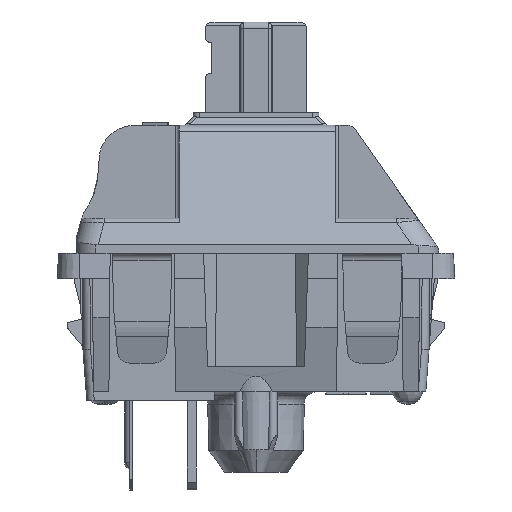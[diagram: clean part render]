
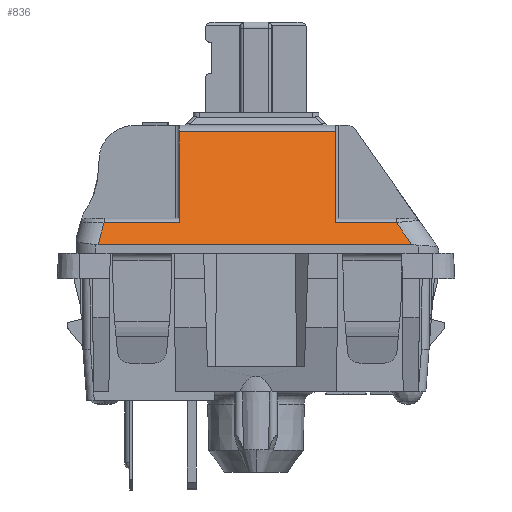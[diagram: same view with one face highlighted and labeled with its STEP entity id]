
A CAD part, left-side view. The second image highlights one B-rep face of the part: STEP entity #836.
In plain terms, the highlighted planar face has unit normal (-0.927, 0, 0.375).
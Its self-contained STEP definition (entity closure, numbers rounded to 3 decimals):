
#836=ADVANCED_FACE('',(#2067),#1573,.F.);
#1573=PLANE('',#14560);
#2067=FACE_OUTER_BOUND('',#2802,.T.);
#2802=EDGE_LOOP('',(#4044,#4045,#4046,#4047,#4048,#4049,#4050,#4051));
#4044=ORIENTED_EDGE('',*,*,#9594,.T.);
#4045=ORIENTED_EDGE('',*,*,#9597,.T.);
#4046=ORIENTED_EDGE('',*,*,#9598,.T.);
#4047=ORIENTED_EDGE('',*,*,#9599,.F.);
#4048=ORIENTED_EDGE('',*,*,#9600,.T.);
#4049=ORIENTED_EDGE('',*,*,#9601,.T.);
#4050=ORIENTED_EDGE('',*,*,#9602,.T.);
#4051=ORIENTED_EDGE('',*,*,#9603,.F.);
#8206=VERTEX_POINT('',#20009);
#8207=VERTEX_POINT('',#20011);
#8208=VERTEX_POINT('',#20019);
#8209=VERTEX_POINT('',#20021);
#8210=VERTEX_POINT('',#20023);
#8211=VERTEX_POINT('',#20025);
#8212=VERTEX_POINT('',#20027);
#8213=VERTEX_POINT('',#20029);
#9594=EDGE_CURVE('',#8207,#8206,#11627,.T.);
#9597=EDGE_CURVE('',#8206,#8208,#11628,.T.);
#9598=EDGE_CURVE('',#8208,#8209,#11629,.T.);
#9599=EDGE_CURVE('',#8210,#8209,#11630,.T.);
#9600=EDGE_CURVE('',#8210,#8211,#11631,.T.);
#9601=EDGE_CURVE('',#8211,#8212,#11632,.T.);
#9602=EDGE_CURVE('',#8212,#8213,#11633,.T.);
#9603=EDGE_CURVE('',#8207,#8213,#11634,.T.);
#11627=LINE('',#20010,#13143);
#11628=LINE('',#20018,#13144);
#11629=LINE('',#20020,#13145);
#11630=LINE('',#20022,#13146);
#11631=LINE('',#20024,#13147);
#11632=LINE('',#20026,#13148);
#11633=LINE('',#20028,#13149);
#11634=LINE('',#20030,#13150);
#13143=VECTOR('',#15852,1.);
#13144=VECTOR('',#15857,1.);
#13145=VECTOR('',#15858,1.);
#13146=VECTOR('',#15859,1.);
#13147=VECTOR('',#15860,1.);
#13148=VECTOR('',#15861,1.);
#13149=VECTOR('',#15862,1.);
#13150=VECTOR('',#15863,1.);
#14560=AXIS2_PLACEMENT_3D('',#20031,#15864,#15865);
#15852=DIRECTION('',(-0.364,0.241,-0.9));
#15857=DIRECTION('',(0.,-1.,0.));
#15858=DIRECTION('',(0.314,0.545,0.778));
#15859=DIRECTION('',(0.,-1.,0.));
#15860=DIRECTION('',(0.375,0.,0.927));
#15861=DIRECTION('',(0.,1.,0.));
#15862=DIRECTION('',(-0.375,0.,-0.927));
#15863=DIRECTION('',(0.,-1.,0.));
#15864=DIRECTION('',(0.927,0.,-0.375));
#15865=DIRECTION('',(-0.375,0.,-0.927));
#20009=CARTESIAN_POINT('',(-7.205,6.273,9.359));
#20010=CARTESIAN_POINT('',(-6.855,6.041,10.225));
#20011=CARTESIAN_POINT('',(-6.855,6.041,10.225));
#20018=CARTESIAN_POINT('',(-7.205,15.954,9.359));
#20019=CARTESIAN_POINT('',(-7.205,-6.186,9.359));
#20020=CARTESIAN_POINT('',(-7.35,-6.438,9.));
#20021=CARTESIAN_POINT('',(-6.855,-5.58,10.225));
#20022=CARTESIAN_POINT('',(-6.855,-3.146,10.225));
#20023=CARTESIAN_POINT('',(-6.855,-3.146,10.225));
#20024=CARTESIAN_POINT('',(-5.289,-3.146,14.1));
#20025=CARTESIAN_POINT('',(-5.398,-3.146,13.832));
#20026=CARTESIAN_POINT('',(-5.398,15.954,13.832));
#20027=CARTESIAN_POINT('',(-5.398,3.054,13.832));
#20028=CARTESIAN_POINT('',(-5.289,3.054,14.1));
#20029=CARTESIAN_POINT('',(-6.855,3.054,10.225));
#20030=CARTESIAN_POINT('',(-6.855,6.041,10.225));
#20031=CARTESIAN_POINT('',(-5.289,15.954,14.1));
